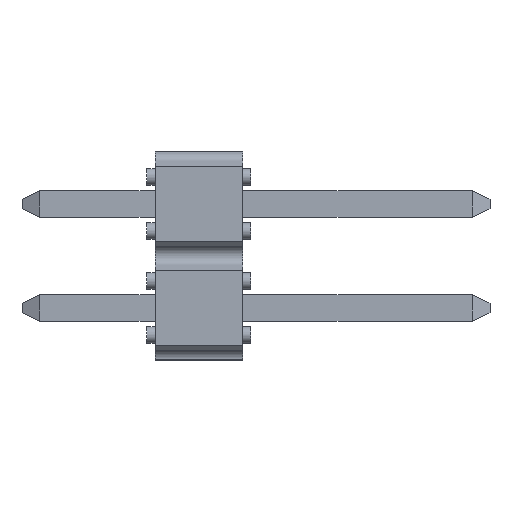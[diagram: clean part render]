
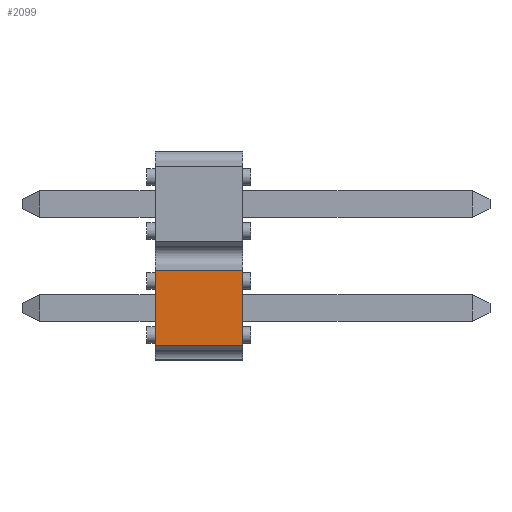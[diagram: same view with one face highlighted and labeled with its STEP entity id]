
A CAD part, top view. The second image highlights one B-rep face of the part: STEP entity #2099.
In plain terms, the highlighted planar face has unit normal (0, 0, 1).
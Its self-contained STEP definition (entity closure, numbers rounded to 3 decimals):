
#497=DIRECTION('',(0.,1.,0.));
#498=VECTOR('',#497,1.832);
#499=CARTESIAN_POINT('',(2.14,-3.456,1.205));
#500=LINE('543',#499,#498);
#793=DIRECTION('',(0.,1.,0.));
#794=VECTOR('',#793,1.832);
#795=CARTESIAN_POINT('',(0.,-3.456,1.205));
#796=LINE('509',#795,#794);
#797=DIRECTION('',(-1.,0.,0.));
#798=VECTOR('',#797,2.14);
#799=CARTESIAN_POINT('',(2.14,-3.456,1.205));
#800=LINE('530',#799,#798);
#801=DIRECTION('',(-1.,0.,0.));
#802=VECTOR('',#801,2.14);
#803=CARTESIAN_POINT('',(2.14,-1.624,1.205));
#804=LINE('531',#803,#802);
#1135=CARTESIAN_POINT('',(0.,-1.624,1.205));
#1137=VERTEX_POINT('',#1135);
#1138=CARTESIAN_POINT('',(0.,-3.456,1.205));
#1139=VERTEX_POINT('',#1138);
#1170=CARTESIAN_POINT('',(2.14,-3.456,1.205));
#1171=VERTEX_POINT('',#1170);
#1172=CARTESIAN_POINT('',(2.14,-1.624,1.205));
#1173=VERTEX_POINT('',#1172);
#2087=CARTESIAN_POINT('',(1.07,-2.54,1.205));
#2088=DIRECTION('',(0.,0.,1.));
#2089=DIRECTION('',(0.,-1.,0.));
#2090=AXIS2_PLACEMENT_3D('',#2087,#2088,#2089);
#2091=PLANE('482',#2090);
#2092=ORIENTED_EDGE('509',*,*,#1227,.T.);
#2094=ORIENTED_EDGE('531',*,*,#2093,.F.);
#2095=ORIENTED_EDGE('543',*,*,#1515,.F.);
#2096=ORIENTED_EDGE('530',*,*,#2080,.T.);
#2097=EDGE_LOOP('482',(#2092,#2094,#2095,#2096));
#2098=FACE_OUTER_BOUND('482',#2097,.F.);
#1227=EDGE_CURVE('509',#1139,#1137,#796,.T.);
#1515=EDGE_CURVE('543',#1171,#1173,#500,.T.);
#2080=EDGE_CURVE('530',#1171,#1139,#800,.T.);
#2093=EDGE_CURVE('531',#1173,#1137,#804,.T.);
#2099=ADVANCED_FACE('482',(#2098),#2091,.T.);
